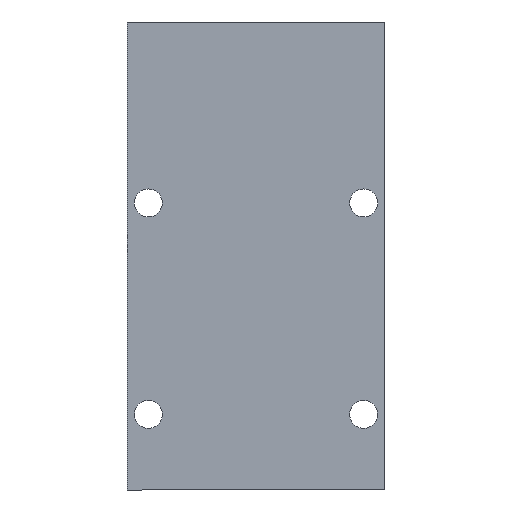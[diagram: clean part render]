
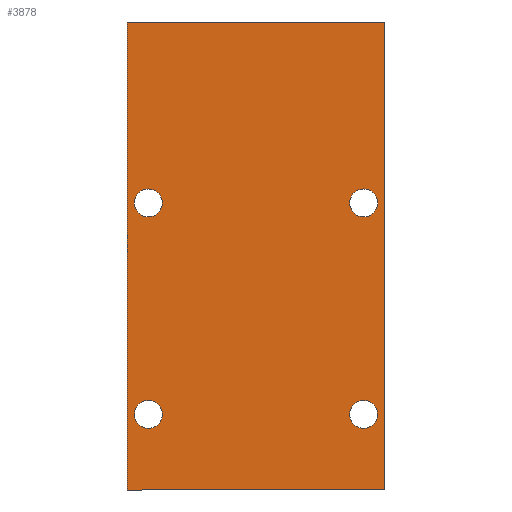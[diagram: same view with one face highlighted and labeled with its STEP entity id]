
A CAD part, front view. The second image highlights one B-rep face of the part: STEP entity #3878.
In plain terms, the highlighted planar face has unit normal (0, -1, 0).
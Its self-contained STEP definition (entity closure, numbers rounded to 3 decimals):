
#58 = CIRCLE ( 'NONE', #1611, 1.93 ) ;
#87 = EDGE_CURVE ( 'NONE', #688, #3670, #2257, .T. ) ;
#92 = ORIENTED_EDGE ( 'NONE', *, *, #2401, .F. ) ;
#98 = CARTESIAN_POINT ( 'NONE',  ( 9.446, 1.778, -167.275 ) ) ;
#102 = ORIENTED_EDGE ( 'NONE', *, *, #87, .F. ) ;
#148 = ORIENTED_EDGE ( 'NONE', *, *, #2551, .F. ) ;
#159 = ORIENTED_EDGE ( 'NONE', *, *, #3012, .F. ) ;
#177 = CARTESIAN_POINT ( 'NONE',  ( -17.823, 1.778, -167.275 ) ) ;
#180 = DIRECTION ( 'NONE',  ( 1., 0., 0. ) ) ;
#205 = ORIENTED_EDGE ( 'NONE', *, *, #2262, .F. ) ;
#220 = ORIENTED_EDGE ( 'NONE', *, *, #435, .F. ) ;
#232 = ORIENTED_EDGE ( 'NONE', *, *, #2610, .F. ) ;
#240 = LINE ( 'NONE', #3881, #3744 ) ;
#257 = VERTEX_POINT ( 'NONE', #3831 ) ;
#271 = ORIENTED_EDGE ( 'NONE', *, *, #3612, .F. ) ;
#276 = ORIENTED_EDGE ( 'NONE', *, *, #2692, .T. ) ;
#327 = ORIENTED_EDGE ( 'NONE', *, *, #2744, .T. ) ;
#333 = ORIENTED_EDGE ( 'NONE', *, *, #2769, .T. ) ;
#345 = ORIENTED_EDGE ( 'NONE', *, *, #470, .F. ) ;
#389 = DIRECTION ( 'NONE',  ( 0., -1., 0. ) ) ;
#435 = EDGE_CURVE ( 'NONE', #680, #1504, #4282, .T. ) ;
#470 = EDGE_CURVE ( 'NONE', #1490, #3528, #3390, .T. ) ;
#483 = DIRECTION ( 'NONE',  ( -1., 0., 0. ) ) ;
#674 = VERTEX_POINT ( 'NONE', #1824 ) ;
#680 = VERTEX_POINT ( 'NONE', #1848 ) ;
#688 = VERTEX_POINT ( 'NONE', #1777 ) ;
#714 = CIRCLE ( 'NONE', #1600, 1.93 ) ;
#728 = FACE_BOUND ( 'NONE', #1484, .T. ) ;
#755 = DIRECTION ( 'NONE',  ( 0., -1., 0. ) ) ;
#815 = AXIS2_PLACEMENT_3D ( 'NONE', #3743, #1880, #4046 ) ;
#816 = DIRECTION ( 'NONE',  ( -1., 0., 0. ) ) ;
#845 = DIRECTION ( 'NONE',  ( 0., -1., 0. ) ) ;
#856 = VERTEX_POINT ( 'NONE', #1351 ) ;
#870 = CARTESIAN_POINT ( 'NONE',  ( -19.754, 1.778, -137.525 ) ) ;
#1014 = LINE ( 'NONE', #4199, #1120 ) ;
#1120 = VECTOR ( 'NONE', #2045, 1000. ) ;
#1135 = CARTESIAN_POINT ( 'NONE',  ( 7.516, 1.778, -167.275 ) ) ;
#1157 = VERTEX_POINT ( 'NONE', #177 ) ;
#1323 = CARTESIAN_POINT ( 'NONE',  ( 9.446, 1.778, -137.525 ) ) ;
#1341 = CARTESIAN_POINT ( 'NONE',  ( -30.204, 1.778, -134.62 ) ) ;
#1351 = CARTESIAN_POINT ( 'NONE',  ( 34.445, 1.778, -134.62 ) ) ;
#1370 = EDGE_LOOP ( 'NONE', ( #148, #159 ) ) ;
#1484 = EDGE_LOOP ( 'NONE', ( #232, #271 ) ) ;
#1490 = VERTEX_POINT ( 'NONE', #2931 ) ;
#1504 = VERTEX_POINT ( 'NONE', #1981 ) ;
#1562 = CARTESIAN_POINT ( 'NONE',  ( -19.754, 1.778, -167.275 ) ) ;
#1600 = AXIS2_PLACEMENT_3D ( 'NONE', #98, #2598, #483 ) ;
#1611 = AXIS2_PLACEMENT_3D ( 'NONE', #1562, #3802, #1932 ) ;
#1709 = DIRECTION ( 'NONE',  ( -1., 0., 0. ) ) ;
#1733 = FACE_BOUND ( 'NONE', #3944, .T. ) ;
#1772 = AXIS2_PLACEMENT_3D ( 'NONE', #2509, #389, #2830 ) ;
#1777 = CARTESIAN_POINT ( 'NONE',  ( -17.823, 1.778, -137.525 ) ) ;
#1824 = CARTESIAN_POINT ( 'NONE',  ( 11.377, 1.778, -167.275 ) ) ;
#1848 = CARTESIAN_POINT ( 'NONE',  ( 11.377, 1.778, -137.525 ) ) ;
#1851 = FACE_BOUND ( 'NONE', #1370, .T. ) ;
#1880 = DIRECTION ( 'NONE',  ( 0., -1., 0. ) ) ;
#1888 = LINE ( 'NONE', #1341, #4253 ) ;
#1932 = DIRECTION ( 'NONE',  ( -1., 0., 0. ) ) ;
#1981 = CARTESIAN_POINT ( 'NONE',  ( 7.516, 1.778, -137.525 ) ) ;
#1985 = EDGE_LOOP ( 'NONE', ( #92, #102 ) ) ;
#2021 = AXIS2_PLACEMENT_3D ( 'NONE', #2823, #755, #3147 ) ;
#2045 = DIRECTION ( 'NONE',  ( -1., 0., 0. ) ) ;
#2051 = AXIS2_PLACEMENT_3D ( 'NONE', #1323, #3602, #1709 ) ;
#2096 = EDGE_LOOP ( 'NONE', ( #276, #327, #333, #345 ) ) ;
#2257 = CIRCLE ( 'NONE', #4344, 1.93 ) ;
#2262 = EDGE_CURVE ( 'NONE', #1504, #680, #3044, .T. ) ;
#2356 = DIRECTION ( 'NONE',  ( 0., 1., 0. ) ) ;
#2401 = EDGE_CURVE ( 'NONE', #3670, #688, #3170, .T. ) ;
#2443 = VERTEX_POINT ( 'NONE', #1135 ) ;
#2509 = CARTESIAN_POINT ( 'NONE',  ( -19.754, 1.778, -137.525 ) ) ;
#2551 = EDGE_CURVE ( 'NONE', #257, #1157, #58, .T. ) ;
#2569 = CIRCLE ( 'NONE', #815, 1.93 ) ;
#2598 = DIRECTION ( 'NONE',  ( 0., -1., 0. ) ) ;
#2610 = EDGE_CURVE ( 'NONE', #2443, #674, #714, .T. ) ;
#2654 = DIRECTION ( 'NONE',  ( 0., 0., 1. ) ) ;
#2681 = DIRECTION ( 'NONE',  ( 0., 0., -1. ) ) ;
#2692 = EDGE_CURVE ( 'NONE', #1490, #856, #240, .T. ) ;
#2721 = CARTESIAN_POINT ( 'NONE',  ( 58.42, 1.778, -170.18 ) ) ;
#2744 = EDGE_CURVE ( 'NONE', #856, #3613, #1014, .T. ) ;
#2749 = CIRCLE ( 'NONE', #2021, 1.93 ) ;
#2768 = DIRECTION ( 'NONE',  ( -1., 0., 0. ) ) ;
#2769 = EDGE_CURVE ( 'NONE', #3613, #3528, #1888, .T. ) ;
#2823 = CARTESIAN_POINT ( 'NONE',  ( 9.446, 1.778, -167.275 ) ) ;
#2828 = DIRECTION ( 'NONE',  ( -1., 0., 0. ) ) ;
#2830 = DIRECTION ( 'NONE',  ( -1., 0., 0. ) ) ;
#2847 = DIRECTION ( 'NONE',  ( 0., -1., 0. ) ) ;
#2855 = CARTESIAN_POINT ( 'NONE',  ( 9.446, 1.778, -137.525 ) ) ;
#2931 = CARTESIAN_POINT ( 'NONE',  ( 34.445, 1.778, -170.18 ) ) ;
#3012 = EDGE_CURVE ( 'NONE', #1157, #257, #2569, .T. ) ;
#3044 = CIRCLE ( 'NONE', #2051, 1.93 ) ;
#3147 = DIRECTION ( 'NONE',  ( -1., 0., 0. ) ) ;
#3166 = CARTESIAN_POINT ( 'NONE',  ( -21.684, 1.778, -137.525 ) ) ;
#3170 = CIRCLE ( 'NONE', #1772, 1.93 ) ;
#3329 = FACE_OUTER_BOUND ( 'NONE', #2096, .T. ) ;
#3388 = CARTESIAN_POINT ( 'NONE',  ( -30.204, 1.778, -170.18 ) ) ;
#3390 = LINE ( 'NONE', #2721, #3580 ) ;
#3441 = CARTESIAN_POINT ( 'NONE',  ( -30.204, 1.778, -134.62 ) ) ;
#3448 = AXIS2_PLACEMENT_3D ( 'NONE', #3899, #2356, #180 ) ;
#3528 = VERTEX_POINT ( 'NONE', #3388 ) ;
#3580 = VECTOR ( 'NONE', #2768, 1000. ) ;
#3594 = PLANE ( 'NONE',  #3448 ) ;
#3602 = DIRECTION ( 'NONE',  ( 0., -1., 0. ) ) ;
#3612 = EDGE_CURVE ( 'NONE', #674, #2443, #2749, .T. ) ;
#3613 = VERTEX_POINT ( 'NONE', #3441 ) ;
#3670 = VERTEX_POINT ( 'NONE', #3166 ) ;
#3743 = CARTESIAN_POINT ( 'NONE',  ( -19.754, 1.778, -167.275 ) ) ;
#3744 = VECTOR ( 'NONE', #2654, 1000. ) ;
#3802 = DIRECTION ( 'NONE',  ( 0., -1., 0. ) ) ;
#3831 = CARTESIAN_POINT ( 'NONE',  ( -21.684, 1.778, -167.275 ) ) ;
#3878 = ADVANCED_FACE ( 'NONE', ( #4124, #1851, #1733, #728, #3329 ), #3594, .F. ) ;
#3881 = CARTESIAN_POINT ( 'NONE',  ( 34.445, 1.778, -134.62 ) ) ;
#3899 = CARTESIAN_POINT ( 'NONE',  ( 58.42, 1.778, 0. ) ) ;
#3944 = EDGE_LOOP ( 'NONE', ( #205, #220 ) ) ;
#4006 = AXIS2_PLACEMENT_3D ( 'NONE', #2855, #2847, #2828 ) ;
#4046 = DIRECTION ( 'NONE',  ( -1., 0., 0. ) ) ;
#4124 = FACE_BOUND ( 'NONE', #1985, .T. ) ;
#4199 = CARTESIAN_POINT ( 'NONE',  ( 58.42, 1.778, -134.62 ) ) ;
#4253 = VECTOR ( 'NONE', #2681, 1000. ) ;
#4282 = CIRCLE ( 'NONE', #4006, 1.93 ) ;
#4344 = AXIS2_PLACEMENT_3D ( 'NONE', #870, #845, #816 ) ;
